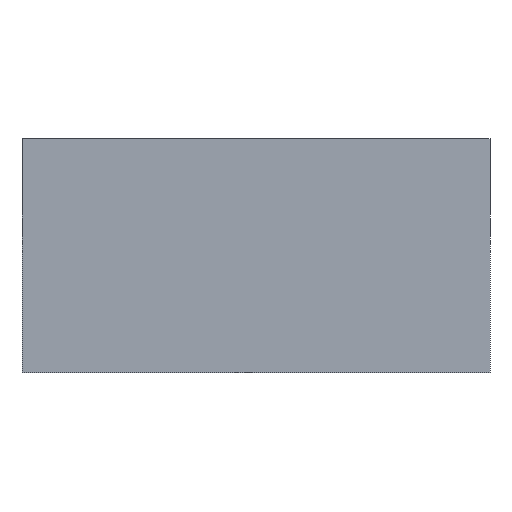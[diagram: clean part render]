
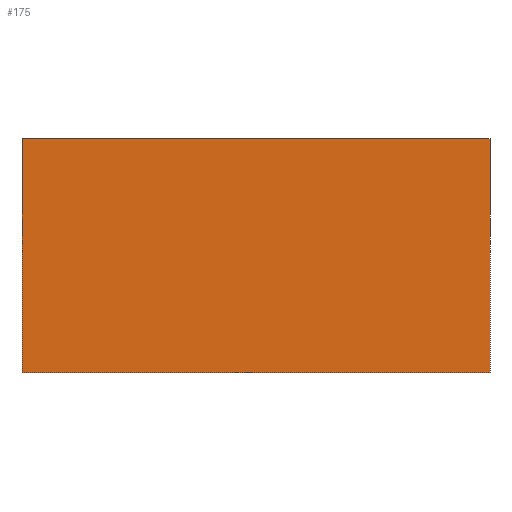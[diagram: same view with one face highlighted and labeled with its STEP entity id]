
A CAD part, front view. The second image highlights one B-rep face of the part: STEP entity #175.
In plain terms, the highlighted planar face has unit normal (0, -1, 0).
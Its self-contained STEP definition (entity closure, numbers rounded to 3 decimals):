
#8 = PLANE ( 'NONE',  #97 ) ;
#14 = DIRECTION ( 'NONE',  ( 1., 0., 0. ) ) ;
#41 = DIRECTION ( 'NONE',  ( 0., 0., -1. ) ) ;
#53 = EDGE_CURVE ( 'NONE', #331, #302, #251, .T. ) ;
#72 = VERTEX_POINT ( 'NONE', #255 ) ;
#75 = CARTESIAN_POINT ( 'NONE',  ( -60., -21.651, 30. ) ) ;
#97 = AXIS2_PLACEMENT_3D ( 'NONE', #360, #123, #193 ) ;
#100 = LINE ( 'NONE', #433, #338 ) ;
#105 = VECTOR ( 'NONE', #359, 1000. ) ;
#111 = EDGE_LOOP ( 'NONE', ( #351, #181, #269, #260 ) ) ;
#118 = LINE ( 'NONE', #329, #377 ) ;
#123 = DIRECTION ( 'NONE',  ( 0., 1., 0. ) ) ;
#153 = CARTESIAN_POINT ( 'NONE',  ( -60., -21.651, 30. ) ) ;
#158 = EDGE_CURVE ( 'NONE', #331, #72, #310, .T. ) ;
#165 = CARTESIAN_POINT ( 'NONE',  ( -60., -21.651, 30. ) ) ;
#175 = ADVANCED_FACE ( 'NONE', ( #420 ), #8, .F. ) ;
#181 = ORIENTED_EDGE ( 'NONE', *, *, #284, .F. ) ;
#193 = DIRECTION ( 'NONE',  ( 0., 0., 1. ) ) ;
#251 = LINE ( 'NONE', #153, #275 ) ;
#255 = CARTESIAN_POINT ( 'NONE',  ( 60., -21.651, 30. ) ) ;
#256 = EDGE_CURVE ( 'NONE', #302, #411, #100, .T. ) ;
#260 = ORIENTED_EDGE ( 'NONE', *, *, #53, .T. ) ;
#267 = DIRECTION ( 'NONE',  ( 0., 0., -1. ) ) ;
#269 = ORIENTED_EDGE ( 'NONE', *, *, #158, .F. ) ;
#275 = VECTOR ( 'NONE', #41, 1000. ) ;
#284 = EDGE_CURVE ( 'NONE', #72, #411, #118, .T. ) ;
#302 = VERTEX_POINT ( 'NONE', #306 ) ;
#306 = CARTESIAN_POINT ( 'NONE',  ( -60., -21.651, -30. ) ) ;
#310 = LINE ( 'NONE', #75, #105 ) ;
#329 = CARTESIAN_POINT ( 'NONE',  ( 60., -21.651, 30. ) ) ;
#331 = VERTEX_POINT ( 'NONE', #165 ) ;
#338 = VECTOR ( 'NONE', #14, 1000. ) ;
#351 = ORIENTED_EDGE ( 'NONE', *, *, #256, .T. ) ;
#359 = DIRECTION ( 'NONE',  ( 1., 0., 0. ) ) ;
#360 = CARTESIAN_POINT ( 'NONE',  ( -60., -21.651, 30. ) ) ;
#374 = CARTESIAN_POINT ( 'NONE',  ( 60., -21.651, -30. ) ) ;
#377 = VECTOR ( 'NONE', #267, 1000. ) ;
#411 = VERTEX_POINT ( 'NONE', #374 ) ;
#420 = FACE_OUTER_BOUND ( 'NONE', #111, .T. ) ;
#433 = CARTESIAN_POINT ( 'NONE',  ( -60., -21.651, -30. ) ) ;
